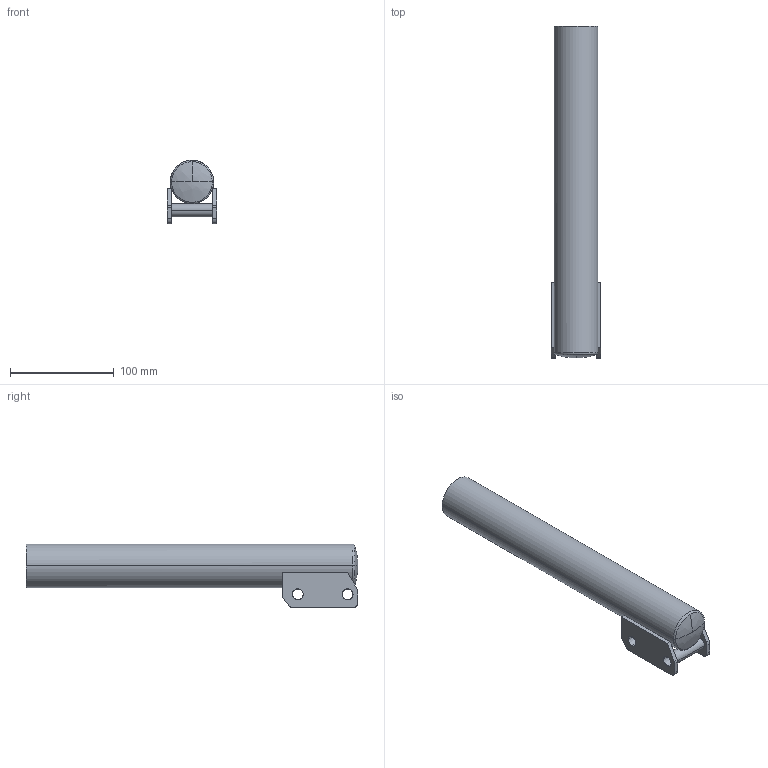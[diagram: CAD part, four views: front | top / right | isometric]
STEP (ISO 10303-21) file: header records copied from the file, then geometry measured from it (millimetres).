
FILE_DESCRIPTION(/* description */ (''),/* implementation_level */ '2;1');
FILE_NAME(/* name */ 'P8',/* time_stamp */ '2017-08-10T10:13:41+02:00',/* author */ (''),/* organization */ (''),/* preprocessor_version */ 'ST-DEVELOPER v15',/* originating_system */ '',/* authorisation */ '');
FILE_SCHEMA (('CONFIG_CONTROL_DESIGN'));
Length unit declared in the file: millimetre
Products named in the file (1): Document
Bounding box: 48 x 320 x 61.4 mm (x, y, z)
Volume: 142273.4 mm3; surface area: 98048.3 mm2
Topology: 2 solids, 2 shells, 52 faces, 152 edges, 102 vertices
Faces by surface type: bspline 34, plane 18
Entity records: 2364 total; most frequent: CARTESIAN_POINT 1430, ORIENTED_EDGE 292, EDGE_CURVE 146, VERTEX_POINT 102, B_SPLINE_CURVE_WITH_KNOTS 70, EDGE_LOOP 62, ADVANCED_FACE 52, FACE_OUTER_BOUND 52
